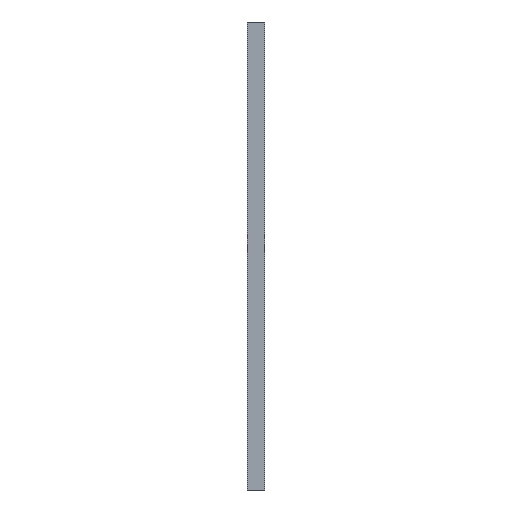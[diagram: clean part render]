
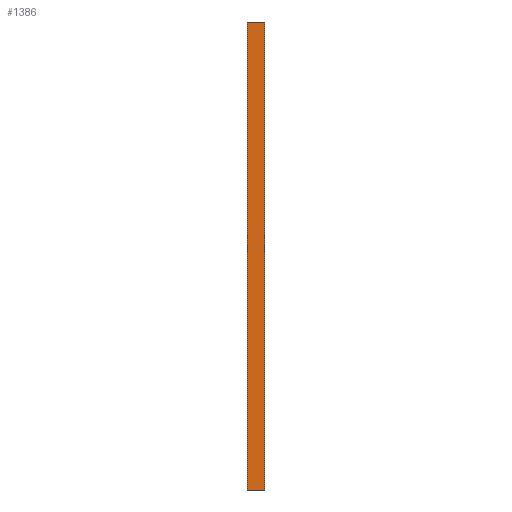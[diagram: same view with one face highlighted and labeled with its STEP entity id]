
A CAD part, front view. The second image highlights one B-rep face of the part: STEP entity #1386.
In plain terms, the highlighted planar face has unit normal (0, -1, 0).
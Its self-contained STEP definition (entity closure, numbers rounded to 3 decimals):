
#20=PLANE('',#1480);
#90=FACE_OUTER_BOUND('',#161,.T.);
#161=EDGE_LOOP('',(#1055,#1056,#1057,#1058));
#236=LINE('',#1925,#436);
#299=LINE('',#2051,#499);
#300=LINE('',#2053,#500);
#301=LINE('',#2054,#501);
#436=VECTOR('',#1574,10.);
#499=VECTOR('',#1639,10.);
#500=VECTOR('',#1640,10.);
#501=VECTOR('',#1641,10.);
#640=VERTEX_POINT('',#1922);
#641=VERTEX_POINT('',#1924);
#703=VERTEX_POINT('',#2050);
#704=VERTEX_POINT('',#2052);
#780=EDGE_CURVE('',#640,#641,#236,.T.);
#843=EDGE_CURVE('',#703,#640,#299,.T.);
#844=EDGE_CURVE('',#704,#703,#300,.T.);
#845=EDGE_CURVE('',#641,#704,#301,.T.);
#1055=ORIENTED_EDGE('',*,*,#843,.F.);
#1056=ORIENTED_EDGE('',*,*,#844,.F.);
#1057=ORIENTED_EDGE('',*,*,#845,.F.);
#1058=ORIENTED_EDGE('',*,*,#780,.F.);
#1386=ADVANCED_FACE('',(#90),#20,.T.);
#1480=AXIS2_PLACEMENT_3D('',#2049,#1637,#1638);
#1574=DIRECTION('',(0.,0.,1.));
#1637=DIRECTION('center_axis',(0.,-1.,0.));
#1638=DIRECTION('ref_axis',(0.,0.,-1.));
#1639=DIRECTION('',(-1.,0.,0.));
#1640=DIRECTION('',(0.,0.,-1.));
#1641=DIRECTION('',(1.,0.,0.));
#1922=CARTESIAN_POINT('',(-2.,-280.,-55.));
#1924=CARTESIAN_POINT('',(-2.,-280.,55.));
#1925=CARTESIAN_POINT('',(-2.,-280.,55.));
#2049=CARTESIAN_POINT('Origin',(0.,-280.,55.));
#2050=CARTESIAN_POINT('',(2.,-280.,-55.));
#2051=CARTESIAN_POINT('',(0.,-280.,-55.));
#2052=CARTESIAN_POINT('',(2.,-280.,55.));
#2053=CARTESIAN_POINT('',(2.,-280.,55.));
#2054=CARTESIAN_POINT('',(0.,-280.,55.));
